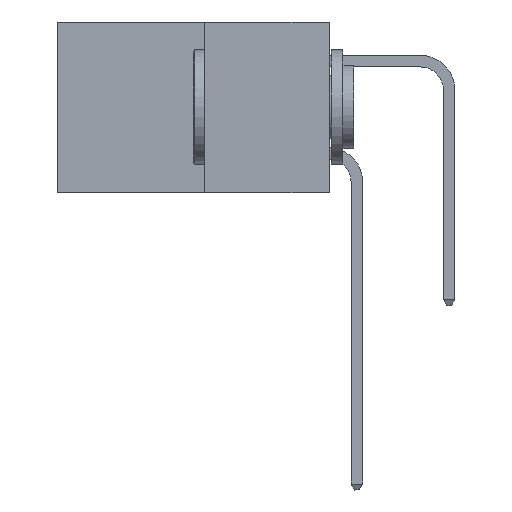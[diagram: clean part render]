
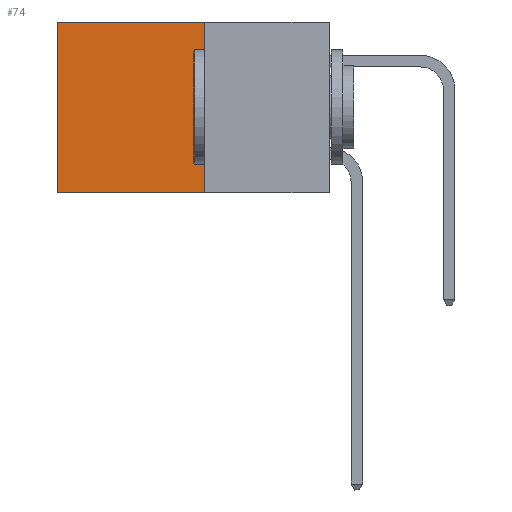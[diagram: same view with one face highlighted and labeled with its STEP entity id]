
A CAD part, left-side view. The second image highlights one B-rep face of the part: STEP entity #74.
In plain terms, the highlighted planar face has unit normal (-1, 0, 0).
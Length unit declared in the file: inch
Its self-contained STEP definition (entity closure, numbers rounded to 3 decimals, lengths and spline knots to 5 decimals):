
#74 = ADVANCED_FACE ( 'NONE', ( #2281 ), #22086, .F. ) ;
#1464 = ORIENTED_EDGE ( 'NONE', *, *, #22197, .F. ) ;
#1527 = CARTESIAN_POINT ( 'NONE',  ( 0.277, 0.59, -0.37 ) ) ;
#2281 = FACE_OUTER_BOUND ( 'NONE', #5118, .T. ) ;
#2985 = CARTESIAN_POINT ( 'NONE',  ( 0.277, 0.59, -0.37 ) ) ;
#3204 = DIRECTION ( 'NONE',  ( 0., 1., 0. ) ) ;
#5118 = EDGE_LOOP ( 'NONE', ( #10766, #1464, #7303, #33136 ) ) ;
#6710 = CARTESIAN_POINT ( 'NONE',  ( 0.277, 0.27, -0.37 ) ) ;
#7303 = ORIENTED_EDGE ( 'NONE', *, *, #14833, .F. ) ;
#8376 = VECTOR ( 'NONE', #17549, 39.37008 ) ;
#9310 = EDGE_CURVE ( 'NONE', #28198, #31760, #22227, .T. ) ;
#10766 = ORIENTED_EDGE ( 'NONE', *, *, #17214, .T. ) ;
#11735 = LINE ( 'NONE', #12626, #33203 ) ;
#12626 = CARTESIAN_POINT ( 'NONE',  ( 0.277, 0.27, -0.37 ) ) ;
#13191 = DIRECTION ( 'NONE',  ( 0., 0., -1. ) ) ;
#14833 = EDGE_CURVE ( 'NONE', #28198, #28337, #15188, .T. ) ;
#15188 = LINE ( 'NONE', #28781, #8376 ) ;
#15652 = LINE ( 'NONE', #1527, #36060 ) ;
#17214 = EDGE_CURVE ( 'NONE', #31760, #26757, #15652, .T. ) ;
#17429 = CARTESIAN_POINT ( 'NONE',  ( 0.277, 0.59, 0. ) ) ;
#17549 = DIRECTION ( 'NONE',  ( 0., 0., -1. ) ) ;
#22086 = PLANE ( 'NONE',  #22161 ) ;
#22161 = AXIS2_PLACEMENT_3D ( 'NONE', #22363, #24425, #24258 ) ;
#22197 = EDGE_CURVE ( 'NONE', #28337, #26757, #11735, .T. ) ;
#22227 = LINE ( 'NONE', #28734, #36088 ) ;
#22363 = CARTESIAN_POINT ( 'NONE',  ( 0.277, 0.27, -0.37 ) ) ;
#24258 = DIRECTION ( 'NONE',  ( 0., 0., -1. ) ) ;
#24425 = DIRECTION ( 'NONE',  ( 1., 0., 0. ) ) ;
#26757 = VERTEX_POINT ( 'NONE', #2985 ) ;
#28198 = VERTEX_POINT ( 'NONE', #28796 ) ;
#28337 = VERTEX_POINT ( 'NONE', #6710 ) ;
#28734 = CARTESIAN_POINT ( 'NONE',  ( 0.277, 0.27, 0. ) ) ;
#28781 = CARTESIAN_POINT ( 'NONE',  ( 0.277, 0.27, -0.37 ) ) ;
#28796 = CARTESIAN_POINT ( 'NONE',  ( 0.277, 0.27, 0. ) ) ;
#29475 = DIRECTION ( 'NONE',  ( 0., 1., 0. ) ) ;
#31760 = VERTEX_POINT ( 'NONE', #17429 ) ;
#33136 = ORIENTED_EDGE ( 'NONE', *, *, #9310, .T. ) ;
#33203 = VECTOR ( 'NONE', #29475, 39.37008 ) ;
#36060 = VECTOR ( 'NONE', #13191, 39.37008 ) ;
#36088 = VECTOR ( 'NONE', #3204, 39.37008 ) ;
